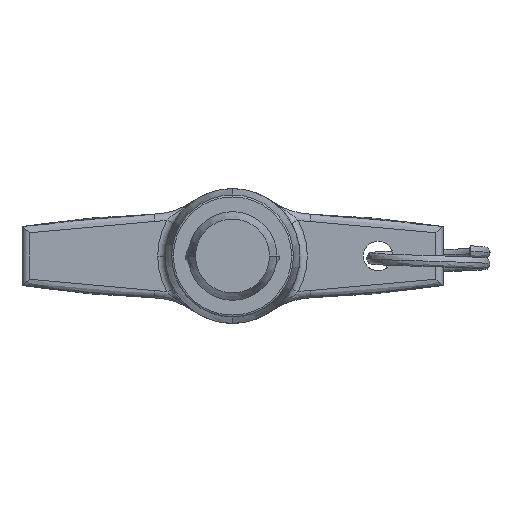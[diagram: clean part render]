
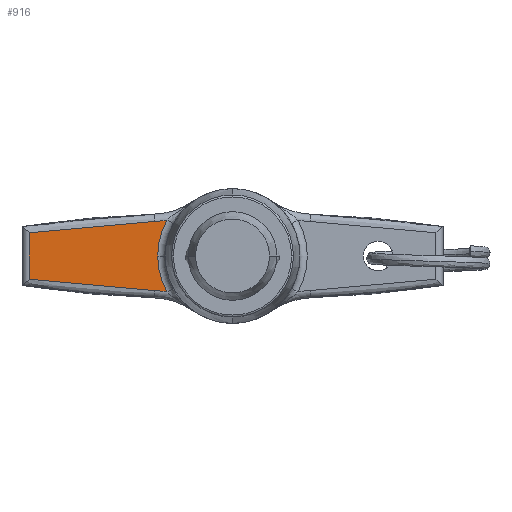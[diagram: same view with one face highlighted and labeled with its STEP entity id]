
A CAD part, front view. The second image highlights one B-rep face of the part: STEP entity #916.
In plain terms, the highlighted planar face has unit normal (0, -1, 0).
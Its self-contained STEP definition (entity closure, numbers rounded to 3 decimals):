
#80 = CARTESIAN_POINT ( 'NONE',  ( -28.5, 0., 25.5 ) ) ;
#81 = ORIENTED_EDGE ( 'NONE', *, *, #3622, .T. ) ;
#102 = DIRECTION ( 'NONE',  ( 0., 1., 0. ) ) ;
#108 = DIRECTION ( 'NONE',  ( -1., 0., 0. ) ) ;
#205 = DIRECTION ( 'NONE',  ( -1., 0., 0. ) ) ;
#227 = EDGE_CURVE ( 'NONE', #970, #3190, #2097, .T. ) ;
#244 = EDGE_CURVE ( 'NONE', #1892, #3106, #267, .T. ) ;
#267 = CIRCLE ( 'NONE', #3785, 11. ) ;
#312 = CARTESIAN_POINT ( 'NONE',  ( -24.682, 0., 3.552 ) ) ;
#326 = CARTESIAN_POINT ( 'NONE',  ( -16.194, 0., -4.384 ) ) ;
#441 = EDGE_CURVE ( 'NONE', #1714, #970, #2432, .T. ) ;
#445 = DIRECTION ( 'NONE',  ( 0., 1., 0. ) ) ;
#490 = ORIENTED_EDGE ( 'NONE', *, *, #3648, .T. ) ;
#522 = CARTESIAN_POINT ( 'NONE',  ( -10.511, 0., -4.677 ) ) ;
#534 = AXIS2_PLACEMENT_3D ( 'NONE', #1787, #3390, #108 ) ;
#639 = CARTESIAN_POINT ( 'NONE',  ( -24.682, 0., -3.552 ) ) ;
#778 = ORIENTED_EDGE ( 'NONE', *, *, #2005, .T. ) ;
#911 = DIRECTION ( 'NONE',  ( 0., 0., -1. ) ) ;
#916 = ADVANCED_FACE ( 'NONE', ( #1781 ), #3807, .F. ) ;
#970 = VERTEX_POINT ( 'NONE', #3783 ) ;
#986 = ORIENTED_EDGE ( 'NONE', *, *, #2576, .T. ) ;
#1031 = DIRECTION ( 'NONE',  ( -1., 0., 0. ) ) ;
#1129 = CARTESIAN_POINT ( 'NONE',  ( 0., 0., 0. ) ) ;
#1155 = DIRECTION ( 'NONE',  ( -1., 0., 0. ) ) ;
#1243 = LINE ( 'NONE', #1595, #3537 ) ;
#1312 = ORIENTED_EDGE ( 'NONE', *, *, #244, .T. ) ;
#1595 = CARTESIAN_POINT ( 'NONE',  ( -27.5, 0., 25.5 ) ) ;
#1616 = B_SPLINE_CURVE_WITH_KNOTS ( 'NONE', 3,
 ( #3370, #3053, #639, #3679, #2008, #326, #2685, #1986 ),
 .UNSPECIFIED., .F., .F.,
 ( 4, 2, 2, 4 ),
 ( 0., 0.004, 0.009, 0.017 ),
 .UNSPECIFIED. ) ;
#1644 = AXIS2_PLACEMENT_3D ( 'NONE', #2500, #2829, #205 ) ;
#1655 = CARTESIAN_POINT ( 'NONE',  ( -27.5, 0., -3.147 ) ) ;
#1714 = VERTEX_POINT ( 'NONE', #522 ) ;
#1781 = FACE_OUTER_BOUND ( 'NONE', #2451, .T. ) ;
#1787 = CARTESIAN_POINT ( 'NONE',  ( -10.977, 0., -15.667 ) ) ;
#1790 = CARTESIAN_POINT ( 'NONE',  ( -10.511, 0., 4.677 ) ) ;
#1861 = ORIENTED_EDGE ( 'NONE', *, *, #441, .T. ) ;
#1892 = VERTEX_POINT ( 'NONE', #2280 ) ;
#1973 = VERTEX_POINT ( 'NONE', #1655 ) ;
#1986 = CARTESIAN_POINT ( 'NONE',  ( -10.511, 0., -4.677 ) ) ;
#2005 = EDGE_CURVE ( 'NONE', #1973, #1714, #1616, .T. ) ;
#2008 = CARTESIAN_POINT ( 'NONE',  ( -20.442, 0., -4.018 ) ) ;
#2011 = CARTESIAN_POINT ( 'NONE',  ( -13.355, 0., 4.557 ) ) ;
#2027 = VERTEX_POINT ( 'NONE', #3234 ) ;
#2097 = CIRCLE ( 'NONE', #2173, 10.13 ) ;
#2173 = AXIS2_PLACEMENT_3D ( 'NONE', #1129, #445, #3104 ) ;
#2274 = CARTESIAN_POINT ( 'NONE',  ( -10.511, 0., 4.677 ) ) ;
#2280 = CARTESIAN_POINT ( 'NONE',  ( -8.883, 0., 4.868 ) ) ;
#2316 = CARTESIAN_POINT ( 'NONE',  ( -20.442, 0., 4.018 ) ) ;
#2378 = CARTESIAN_POINT ( 'NONE',  ( -27.5, 0., 3.147 ) ) ;
#2432 = CIRCLE ( 'NONE', #534, 11. ) ;
#2451 = EDGE_LOOP ( 'NONE', ( #490, #81, #778, #1861, #2892, #986, #1312 ) ) ;
#2500 = CARTESIAN_POINT ( 'NONE',  ( 0., 0., 0. ) ) ;
#2576 = EDGE_CURVE ( 'NONE', #3190, #1892, #2974, .T. ) ;
#2685 = CARTESIAN_POINT ( 'NONE',  ( -13.355, 0., -4.557 ) ) ;
#2829 = DIRECTION ( 'NONE',  ( 0., 1., 0. ) ) ;
#2892 = ORIENTED_EDGE ( 'NONE', *, *, #227, .T. ) ;
#2974 = CIRCLE ( 'NONE', #1644, 10.13 ) ;
#2993 = CARTESIAN_POINT ( 'NONE',  ( -16.194, 0., 4.384 ) ) ;
#3053 = CARTESIAN_POINT ( 'NONE',  ( -26.092, 0., -3.366 ) ) ;
#3104 = DIRECTION ( 'NONE',  ( -1., 0., 0. ) ) ;
#3106 = VERTEX_POINT ( 'NONE', #1790 ) ;
#3153 = CARTESIAN_POINT ( 'NONE',  ( -10.977, 0., 15.667 ) ) ;
#3190 = VERTEX_POINT ( 'NONE', #3738 ) ;
#3234 = CARTESIAN_POINT ( 'NONE',  ( -27.5, 0., 3.147 ) ) ;
#3368 = AXIS2_PLACEMENT_3D ( 'NONE', #80, #102, #1031 ) ;
#3370 = CARTESIAN_POINT ( 'NONE',  ( -27.5, 0., -3.147 ) ) ;
#3390 = DIRECTION ( 'NONE',  ( 0., 1., 0. ) ) ;
#3537 = VECTOR ( 'NONE', #911, 1000. ) ;
#3595 = B_SPLINE_CURVE_WITH_KNOTS ( 'NONE', 3,
 ( #2274, #2011, #2993, #2316, #3662, #312, #3682, #2378 ),
 .UNSPECIFIED., .F., .F.,
 ( 4, 2, 2, 4 ),
 ( 0., 0.009, 0.013, 0.017 ),
 .UNSPECIFIED. ) ;
#3622 = EDGE_CURVE ( 'NONE', #2027, #1973, #1243, .T. ) ;
#3648 = EDGE_CURVE ( 'NONE', #3106, #2027, #3595, .T. ) ;
#3662 = CARTESIAN_POINT ( 'NONE',  ( -21.857, 0., 3.878 ) ) ;
#3679 = CARTESIAN_POINT ( 'NONE',  ( -21.857, 0., -3.878 ) ) ;
#3682 = CARTESIAN_POINT ( 'NONE',  ( -26.092, 0., 3.366 ) ) ;
#3738 = CARTESIAN_POINT ( 'NONE',  ( -10.13, 0., 0. ) ) ;
#3783 = CARTESIAN_POINT ( 'NONE',  ( -8.883, 0., -4.868 ) ) ;
#3785 = AXIS2_PLACEMENT_3D ( 'NONE', #3153, #4162, #1155 ) ;
#3807 = PLANE ( 'NONE',  #3368 ) ;
#4162 = DIRECTION ( 'NONE',  ( 0., 1., 0. ) ) ;
